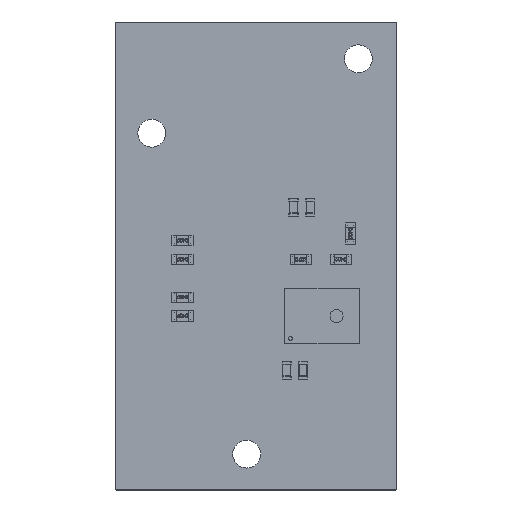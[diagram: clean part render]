
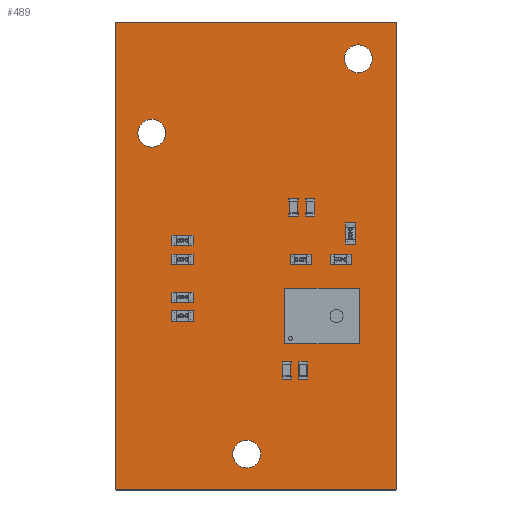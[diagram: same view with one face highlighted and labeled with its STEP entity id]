
A CAD part, top view. The second image highlights one B-rep face of the part: STEP entity #489.
In plain terms, the highlighted planar face has unit normal (0, 0, 1).
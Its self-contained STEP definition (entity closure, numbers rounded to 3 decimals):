
#116 = VERTEX_POINT('',#117);
#117 = CARTESIAN_POINT('',(0.,-0.077,1.016));
#123 = EDGE_CURVE('',#116,#124,#126,.T.);
#124 = VERTEX_POINT('',#125);
#125 = CARTESIAN_POINT('',(-0.077,0.,
    1.016));
#126 = CIRCLE('',#127,0.079);
#127 = AXIS2_PLACEMENT_3D('',#128,#129,#130);
#128 = CARTESIAN_POINT('',(0.002,0.002,1.016
    ));
#129 = DIRECTION('',(0.,0.,-1.));
#130 = DIRECTION('',(-0.02,-1.,0.));
#156 = EDGE_CURVE('',#124,#157,#159,.T.);
#157 = VERTEX_POINT('',#158);
#158 = CARTESIAN_POINT('',(-0.077,25.,1.016));
#159 = LINE('',#160,#161);
#160 = CARTESIAN_POINT('',(-0.077,0.,1.016));
#161 = VECTOR('',#162,1.);
#162 = DIRECTION('',(0.,1.,0.));
#187 = EDGE_CURVE('',#157,#188,#190,.T.);
#188 = VERTEX_POINT('',#189);
#189 = CARTESIAN_POINT('',(0.,25.077,1.016));
#190 = CIRCLE('',#191,0.079);
#191 = AXIS2_PLACEMENT_3D('',#192,#193,#194);
#192 = CARTESIAN_POINT('',(0.002,24.998,1.016));
#193 = DIRECTION('',(0.,0.,-1.));
#194 = DIRECTION('',(-1.,0.02,0.));
#220 = EDGE_CURVE('',#188,#221,#223,.T.);
#221 = VERTEX_POINT('',#222);
#222 = CARTESIAN_POINT('',(15.,25.077,1.016));
#223 = LINE('',#224,#225);
#224 = CARTESIAN_POINT('',(0.,25.077,1.016));
#225 = VECTOR('',#226,1.);
#226 = DIRECTION('',(1.,0.,0.));
#251 = EDGE_CURVE('',#221,#252,#254,.T.);
#252 = VERTEX_POINT('',#253);
#253 = CARTESIAN_POINT('',(15.077,25.,1.016));
#254 = CIRCLE('',#255,0.079);
#255 = AXIS2_PLACEMENT_3D('',#256,#257,#258);
#256 = CARTESIAN_POINT('',(14.998,24.998,1.016));
#257 = DIRECTION('',(0.,0.,-1.));
#258 = DIRECTION('',(0.02,1.,0.));
#284 = EDGE_CURVE('',#252,#285,#287,.T.);
#285 = VERTEX_POINT('',#286);
#286 = CARTESIAN_POINT('',(15.077,0.,1.016));
#287 = LINE('',#288,#289);
#288 = CARTESIAN_POINT('',(15.077,25.,1.016));
#289 = VECTOR('',#290,1.);
#290 = DIRECTION('',(0.,-1.,0.));
#315 = EDGE_CURVE('',#285,#316,#318,.T.);
#316 = VERTEX_POINT('',#317);
#317 = CARTESIAN_POINT('',(15.,-0.077,1.016));
#318 = CIRCLE('',#319,0.079);
#319 = AXIS2_PLACEMENT_3D('',#320,#321,#322);
#320 = CARTESIAN_POINT('',(14.998,0.002,1.016));
#321 = DIRECTION('',(0.,0.,-1.));
#322 = DIRECTION('',(1.,-0.02,0.));
#348 = EDGE_CURVE('',#316,#116,#349,.T.);
#349 = LINE('',#350,#351);
#350 = CARTESIAN_POINT('',(15.,-0.077,1.016));
#351 = VECTOR('',#352,1.);
#352 = DIRECTION('',(-1.,0.,0.));
#372 = VERTEX_POINT('',#373);
#373 = CARTESIAN_POINT('',(2.65,19.1,1.016));
#379 = EDGE_CURVE('',#372,#372,#380,.T.);
#380 = CIRCLE('',#381,0.75);
#381 = AXIS2_PLACEMENT_3D('',#382,#383,#384);
#382 = CARTESIAN_POINT('',(1.9,19.1,1.016));
#383 = DIRECTION('',(0.,0.,1.));
#384 = DIRECTION('',(1.,0.,0.));
#405 = VERTEX_POINT('',#406);
#406 = CARTESIAN_POINT('',(7.75,1.85,1.016));
#412 = EDGE_CURVE('',#405,#405,#413,.T.);
#413 = CIRCLE('',#414,0.75);
#414 = AXIS2_PLACEMENT_3D('',#415,#416,#417);
#415 = CARTESIAN_POINT('',(7.,1.85,1.016));
#416 = DIRECTION('',(0.,0.,1.));
#417 = DIRECTION('',(1.,0.,0.));
#438 = VERTEX_POINT('',#439);
#439 = CARTESIAN_POINT('',(13.75,23.1,1.016));
#445 = EDGE_CURVE('',#438,#438,#446,.T.);
#446 = CIRCLE('',#447,0.75);
#447 = AXIS2_PLACEMENT_3D('',#448,#449,#450);
#448 = CARTESIAN_POINT('',(13.,23.1,1.016));
#449 = DIRECTION('',(0.,0.,1.));
#450 = DIRECTION('',(1.,0.,0.));
#489 = ADVANCED_FACE('',(#490,#500,#503,#506),#509,.T.);
#490 = FACE_BOUND('',#491,.F.);
#491 = EDGE_LOOP('',(#492,#493,#494,#495,#496,#497,#498,#499));
#492 = ORIENTED_EDGE('',*,*,#123,.T.);
#493 = ORIENTED_EDGE('',*,*,#156,.T.);
#494 = ORIENTED_EDGE('',*,*,#187,.T.);
#495 = ORIENTED_EDGE('',*,*,#220,.T.);
#496 = ORIENTED_EDGE('',*,*,#251,.T.);
#497 = ORIENTED_EDGE('',*,*,#284,.T.);
#498 = ORIENTED_EDGE('',*,*,#315,.T.);
#499 = ORIENTED_EDGE('',*,*,#348,.T.);
#500 = FACE_BOUND('',#501,.T.);
#501 = EDGE_LOOP('',(#502));
#502 = ORIENTED_EDGE('',*,*,#379,.F.);
#503 = FACE_BOUND('',#504,.T.);
#504 = EDGE_LOOP('',(#505));
#505 = ORIENTED_EDGE('',*,*,#412,.F.);
#506 = FACE_BOUND('',#507,.T.);
#507 = EDGE_LOOP('',(#508));
#508 = ORIENTED_EDGE('',*,*,#445,.F.);
#509 = PLANE('',#510);
#510 = AXIS2_PLACEMENT_3D('',#511,#512,#513);
#511 = CARTESIAN_POINT('',(0.,-0.077,1.016));
#512 = DIRECTION('',(0.,0.,1.));
#513 = DIRECTION('',(1.,0.,0.));
